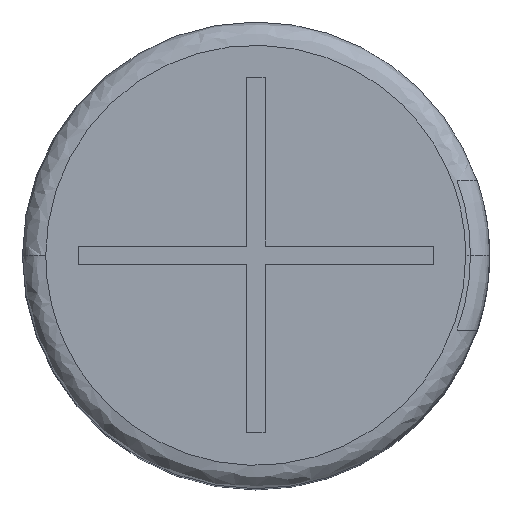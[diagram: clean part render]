
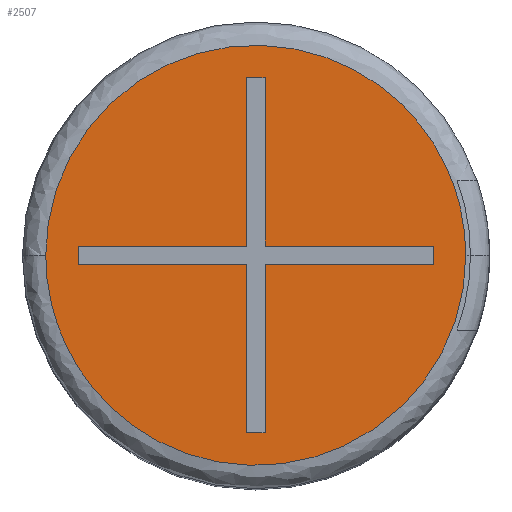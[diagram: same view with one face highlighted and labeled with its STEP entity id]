
A CAD part, top view. The second image highlights one B-rep face of the part: STEP entity #2507.
In plain terms, the highlighted planar face has unit normal (0, 0, 1).
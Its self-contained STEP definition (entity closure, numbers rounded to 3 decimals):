
#45 = CARTESIAN_POINT ( 'NONE',  ( 0.2, 0.2, 16.5 ) ) ;
#91 = CARTESIAN_POINT ( 'NONE',  ( 0., 0.2, 16.5 ) ) ;
#124 = EDGE_CURVE ( 'NONE', #922, #177, #3460, .T. ) ;
#174 = ORIENTED_EDGE ( 'NONE', *, *, #3650, .F. ) ;
#177 = VERTEX_POINT ( 'NONE', #2951 ) ;
#180 = VERTEX_POINT ( 'NONE', #449 ) ;
#194 = VECTOR ( 'NONE', #278, 1000. ) ;
#202 = CARTESIAN_POINT ( 'NONE',  ( 0., 3.8, 16.5 ) ) ;
#278 = DIRECTION ( 'NONE',  ( 1., 0., 0. ) ) ;
#288 = DIRECTION ( 'NONE',  ( 0., 1., 0. ) ) ;
#306 = EDGE_CURVE ( 'NONE', #2114, #1220, #1746, .T. ) ;
#339 = VECTOR ( 'NONE', #1541, 1000. ) ;
#345 = DIRECTION ( 'NONE',  ( 0., -1., 0. ) ) ;
#350 = CARTESIAN_POINT ( 'NONE',  ( 4.5, 0., 16.5 ) ) ;
#449 = CARTESIAN_POINT ( 'NONE',  ( 3.8, 0.2, 16.5 ) ) ;
#467 = ORIENTED_EDGE ( 'NONE', *, *, #124, .F. ) ;
#499 = VERTEX_POINT ( 'NONE', #3386 ) ;
#501 = DIRECTION ( 'NONE',  ( -1., 0., 0. ) ) ;
#505 = CARTESIAN_POINT ( 'NONE',  ( 3.8, -0.2, 16.5 ) ) ;
#526 = DIRECTION ( 'NONE',  ( 0., 1., 0. ) ) ;
#542 = VERTEX_POINT ( 'NONE', #1378 ) ;
#631 = VECTOR ( 'NONE', #3434, 1000. ) ;
#635 = DIRECTION ( 'NONE',  ( 0., -1., 0. ) ) ;
#776 = CARTESIAN_POINT ( 'NONE',  ( 0.2, 0., 16.5 ) ) ;
#792 = VECTOR ( 'NONE', #345, 1000. ) ;
#799 = EDGE_CURVE ( 'NONE', #1220, #2114, #3417, .T. ) ;
#834 = VERTEX_POINT ( 'NONE', #505 ) ;
#837 = LINE ( 'NONE', #2623, #966 ) ;
#874 = EDGE_CURVE ( 'NONE', #2813, #922, #2762, .T. ) ;
#922 = VERTEX_POINT ( 'NONE', #2011 ) ;
#937 = ORIENTED_EDGE ( 'NONE', *, *, #3026, .F. ) ;
#944 = FACE_OUTER_BOUND ( 'NONE', #3561, .T. ) ;
#966 = VECTOR ( 'NONE', #3238, 1000. ) ;
#967 = LINE ( 'NONE', #2382, #339 ) ;
#1037 = CARTESIAN_POINT ( 'NONE',  ( 4.5, -9., 16.5 ) ) ;
#1046 = VERTEX_POINT ( 'NONE', #1684 ) ;
#1052 = VERTEX_POINT ( 'NONE', #45 ) ;
#1076 = CARTESIAN_POINT ( 'NONE',  ( -4.5, 0., 16.5 ) ) ;
#1086 = DIRECTION ( 'NONE',  ( -1., 0., 0. ) ) ;
#1127 = ORIENTED_EDGE ( 'NONE', *, *, #1448, .F. ) ;
#1145 = AXIS2_PLACEMENT_3D ( 'NONE', #1732, #1702, #288 ) ;
#1173 = EDGE_CURVE ( 'NONE', #1046, #834, #967, .T. ) ;
#1177 = LINE ( 'NONE', #1543, #2192 ) ;
#1182 = VERTEX_POINT ( 'NONE', #1238 ) ;
#1220 = VERTEX_POINT ( 'NONE', #2094 ) ;
#1233 = EDGE_CURVE ( 'NONE', #177, #499, #1726, .T. ) ;
#1238 = CARTESIAN_POINT ( 'NONE',  ( 0.2, 3.8, 16.5 ) ) ;
#1249 = CARTESIAN_POINT ( 'NONE',  ( 0., -3.8, 16.5 ) ) ;
#1290 = LINE ( 'NONE', #1475, #2567 ) ;
#1378 = CARTESIAN_POINT ( 'NONE',  ( -3.8, 0.2, 16.5 ) ) ;
#1448 = EDGE_CURVE ( 'NONE', #542, #2813, #1935, .T. ) ;
#1456 = FACE_BOUND ( 'NONE', #2742, .T. ) ;
#1475 = CARTESIAN_POINT ( 'NONE',  ( -0.2, 0., 16.5 ) ) ;
#1516 = ORIENTED_EDGE ( 'NONE', *, *, #874, .F. ) ;
#1541 = DIRECTION ( 'NONE',  ( 1., 0., 0. ) ) ;
#1543 = CARTESIAN_POINT ( 'NONE',  ( 0.2, 0., 16.5 ) ) ;
#1590 = LINE ( 'NONE', #91, #631 ) ;
#1624 = VECTOR ( 'NONE', #3186, 1000. ) ;
#1649 = CARTESIAN_POINT ( 'NONE',  ( 4.5, 0., 16.5 ) ) ;
#1668 = CARTESIAN_POINT ( 'NONE',  ( -4.5, 0., 16.5 ) ) ;
#1684 = CARTESIAN_POINT ( 'NONE',  ( 0.2, -0.2, 16.5 ) ) ;
#1690 = EDGE_CURVE ( 'NONE', #834, #180, #837, .T. ) ;
#1702 = DIRECTION ( 'NONE',  ( 0., 0., -1. ) ) ;
#1726 = LINE ( 'NONE', #1249, #2335 ) ;
#1732 = CARTESIAN_POINT ( 'NONE',  ( 0., 0., 16.5 ) ) ;
#1746 =( BOUNDED_CURVE ( )  B_SPLINE_CURVE ( 3, ( #350, #1037, #3002, #1668 ),
 .UNSPECIFIED., .F., .F. ) 
 B_SPLINE_CURVE_WITH_KNOTS ( ( 4, 4 ),
 ( 0., 0.5 ),
 .UNSPECIFIED. ) 
 CURVE ( )  GEOMETRIC_REPRESENTATION_ITEM ( )  RATIONAL_B_SPLINE_CURVE ( ( 1., 0.333, 0.333, 1. ) ) 
 REPRESENTATION_ITEM ( '' )  );
#1754 = VECTOR ( 'NONE', #526, 1000. ) ;
#1769 = CARTESIAN_POINT ( 'NONE',  ( -0.2, 0., 16.5 ) ) ;
#1834 = ORIENTED_EDGE ( 'NONE', *, *, #1922, .F. ) ;
#1845 = EDGE_CURVE ( 'NONE', #1052, #1182, #2931, .T. ) ;
#1887 = ORIENTED_EDGE ( 'NONE', *, *, #1845, .F. ) ;
#1922 = EDGE_CURVE ( 'NONE', #499, #1046, #1177, .T. ) ;
#1927 = CARTESIAN_POINT ( 'NONE',  ( 4.5, 9., 16.5 ) ) ;
#1935 = LINE ( 'NONE', #2900, #792 ) ;
#1953 = VECTOR ( 'NONE', #501, 1000. ) ;
#1961 = ORIENTED_EDGE ( 'NONE', *, *, #1690, .F. ) ;
#2011 = CARTESIAN_POINT ( 'NONE',  ( -0.2, -0.2, 16.5 ) ) ;
#2041 = CARTESIAN_POINT ( 'NONE',  ( -0.2, 0.2, 16.5 ) ) ;
#2094 = CARTESIAN_POINT ( 'NONE',  ( -4.5, 0., 16.5 ) ) ;
#2114 = VERTEX_POINT ( 'NONE', #1649 ) ;
#2124 = LINE ( 'NONE', #3329, #1953 ) ;
#2145 = CARTESIAN_POINT ( 'NONE',  ( -0.2, 3.8, 16.5 ) ) ;
#2192 = VECTOR ( 'NONE', #2350, 1000. ) ;
#2208 = EDGE_CURVE ( 'NONE', #1182, #3541, #2756, .T. ) ;
#2298 = PLANE ( 'NONE',  #1145 ) ;
#2335 = VECTOR ( 'NONE', #3469, 1000. ) ;
#2350 = DIRECTION ( 'NONE',  ( 0., 1., 0. ) ) ;
#2367 = ORIENTED_EDGE ( 'NONE', *, *, #1173, .F. ) ;
#2382 = CARTESIAN_POINT ( 'NONE',  ( 0., -0.2, 16.5 ) ) ;
#2418 = ORIENTED_EDGE ( 'NONE', *, *, #2208, .F. ) ;
#2462 = VERTEX_POINT ( 'NONE', #2041 ) ;
#2507 = ADVANCED_FACE ( 'NONE', ( #1456, #944 ), #2298, .F. ) ;
#2567 = VECTOR ( 'NONE', #635, 1000. ) ;
#2623 = CARTESIAN_POINT ( 'NONE',  ( 3.8, 0., 16.5 ) ) ;
#2742 = EDGE_LOOP ( 'NONE', ( #2367, #1834, #3183, #467, #1516, #1127, #174, #937, #2418, #1887, #2853, #1961 ) ) ;
#2756 = LINE ( 'NONE', #202, #2925 ) ;
#2762 = LINE ( 'NONE', #3322, #194 ) ;
#2791 = ORIENTED_EDGE ( 'NONE', *, *, #799, .F. ) ;
#2813 = VERTEX_POINT ( 'NONE', #3559 ) ;
#2853 = ORIENTED_EDGE ( 'NONE', *, *, #2995, .F. ) ;
#2900 = CARTESIAN_POINT ( 'NONE',  ( -3.8, 0., 16.5 ) ) ;
#2925 = VECTOR ( 'NONE', #1086, 1000. ) ;
#2931 = LINE ( 'NONE', #776, #1754 ) ;
#2951 = CARTESIAN_POINT ( 'NONE',  ( -0.2, -3.8, 16.5 ) ) ;
#2995 = EDGE_CURVE ( 'NONE', #180, #1052, #1590, .T. ) ;
#3002 = CARTESIAN_POINT ( 'NONE',  ( -4.5, -9., 16.5 ) ) ;
#3026 = EDGE_CURVE ( 'NONE', #3541, #2462, #1290, .T. ) ;
#3045 = CARTESIAN_POINT ( 'NONE',  ( 4.5, 0., 16.5 ) ) ;
#3116 = ORIENTED_EDGE ( 'NONE', *, *, #306, .F. ) ;
#3183 = ORIENTED_EDGE ( 'NONE', *, *, #1233, .F. ) ;
#3186 = DIRECTION ( 'NONE',  ( 0., -1., 0. ) ) ;
#3238 = DIRECTION ( 'NONE',  ( 0., 1., 0. ) ) ;
#3297 = CARTESIAN_POINT ( 'NONE',  ( -4.5, 9., 16.5 ) ) ;
#3322 = CARTESIAN_POINT ( 'NONE',  ( 0., -0.2, 16.5 ) ) ;
#3329 = CARTESIAN_POINT ( 'NONE',  ( 0., 0.2, 16.5 ) ) ;
#3386 = CARTESIAN_POINT ( 'NONE',  ( 0.2, -3.8, 16.5 ) ) ;
#3417 =( BOUNDED_CURVE ( )  B_SPLINE_CURVE ( 3, ( #1076, #3297, #1927, #3045 ),
 .UNSPECIFIED., .F., .F. ) 
 B_SPLINE_CURVE_WITH_KNOTS ( ( 4, 4 ),
 ( 0.5, 1. ),
 .UNSPECIFIED. ) 
 CURVE ( )  GEOMETRIC_REPRESENTATION_ITEM ( )  RATIONAL_B_SPLINE_CURVE ( ( 1., 0.333, 0.333, 1. ) ) 
 REPRESENTATION_ITEM ( '' )  );
#3434 = DIRECTION ( 'NONE',  ( -1., 0., 0. ) ) ;
#3460 = LINE ( 'NONE', #1769, #1624 ) ;
#3469 = DIRECTION ( 'NONE',  ( 1., 0., 0. ) ) ;
#3541 = VERTEX_POINT ( 'NONE', #2145 ) ;
#3559 = CARTESIAN_POINT ( 'NONE',  ( -3.8, -0.2, 16.5 ) ) ;
#3561 = EDGE_LOOP ( 'NONE', ( #3116, #2791 ) ) ;
#3650 = EDGE_CURVE ( 'NONE', #2462, #542, #2124, .T. ) ;
